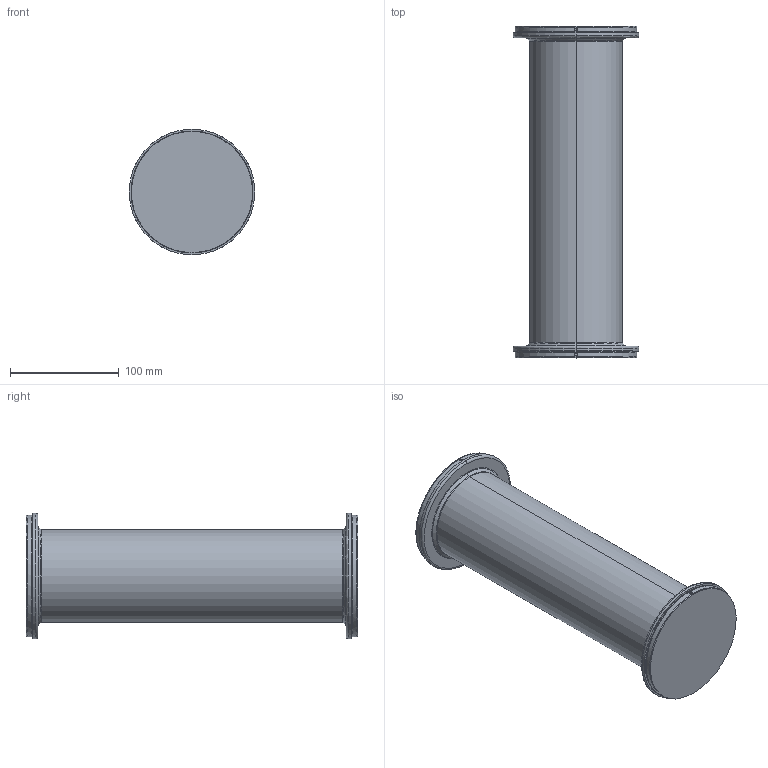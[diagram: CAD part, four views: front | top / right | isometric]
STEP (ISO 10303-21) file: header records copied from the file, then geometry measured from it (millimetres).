
FILE_DESCRIPTION (( 'STEP AP203' ), '1' );
FILE_NAME ('31305_Default_sldprt.STEP', '2025-12-17T02:05:23', ( '' ), ( '' ), 'SwSTEP 2.0', 'SolidWorks 2020', '' );
FILE_SCHEMA (( 'CONFIG_CONTROL_DESIGN' ));
Length unit declared in the file: centimetre
Products named in the file (1): 31305_Default_sldprt
Bounding box: 115.5 x 305 x 115.5 mm (x, y, z)
Volume: 1828189.3 mm3; surface area: 112530.3 mm2
Topology: 1 solids, 1 shells, 67 faces, 144 edges, 83 vertices
Faces by surface type: cylinder 28, bspline 20, plane 12, cone 7
Entity records: 3141 total; most frequent: CARTESIAN_POINT 1713, ORIENTED_EDGE 288, DIRECTION 277, EDGE_CURVE 144, AXIS2_PLACEMENT_3D 117, VERTEX_POINT 83, EDGE_LOOP 71, CIRCLE 69
